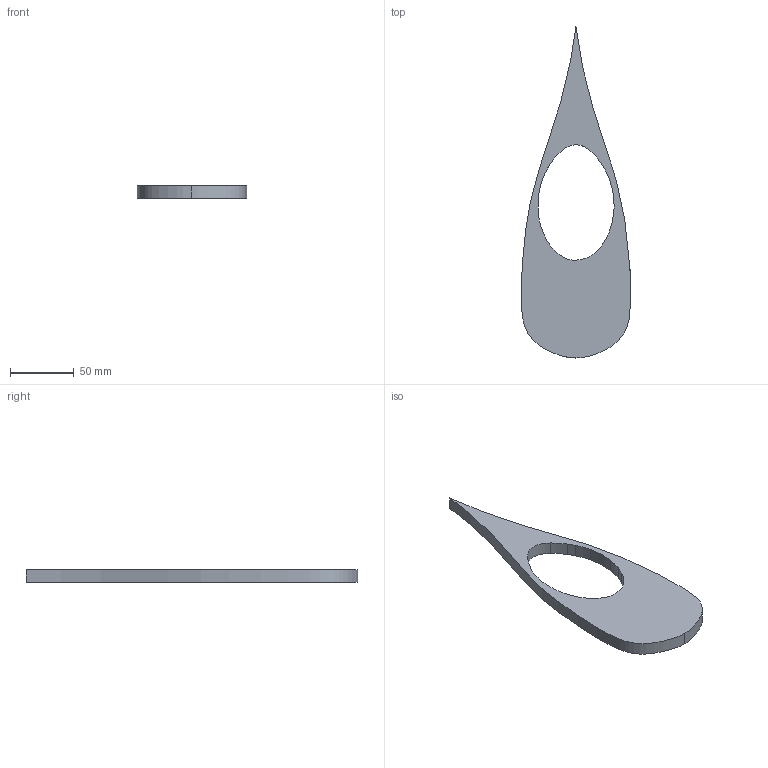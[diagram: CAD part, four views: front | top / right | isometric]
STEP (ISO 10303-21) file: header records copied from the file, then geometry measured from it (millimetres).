
FILE_DESCRIPTION(/* description */ (''),/* implementation_level */ '2;1');
FILE_NAME(/* name */ '',/* time_stamp */ '2024-04-16T18:10:20+09:00',/* author */ (''),/* organization */ (''),/* preprocessor_version */ 'ST-DEVELOPER v20',/* originating_system */ 'Autodesk Translation Framework v12.20.1.177',/* authorisation */ '');
FILE_SCHEMA (('AUTOMOTIVE_DESIGN { 1 0 10303 214 3 1 1 }'));
Length unit declared in the file: millimetre
Products named in the file (1): learwheel底
Bounding box: 85.94 x 260.05 x 10 mm (x, y, z)
Volume: 97345.6 mm3; surface area: 27573.4 mm2
Topology: 1 solids, 1 shells, 20 faces, 54 edges, 36 vertices
Faces by surface type: bspline 18, plane 2
Entity records: 1347 total; most frequent: CARTESIAN_POINT 977, ORIENTED_EDGE 108, EDGE_CURVE 54, VERTEX_POINT 36, DIRECTION 24, EDGE_LOOP 22, FACE_OUTER_BOUND 20, ADVANCED_FACE 20
